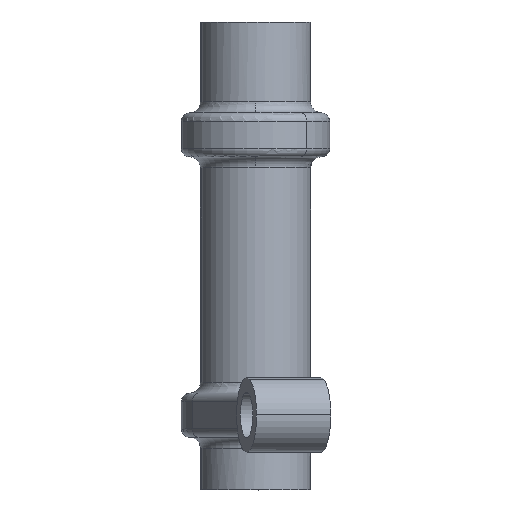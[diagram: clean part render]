
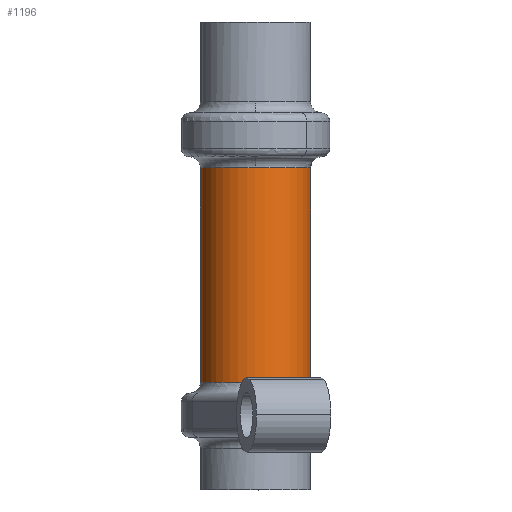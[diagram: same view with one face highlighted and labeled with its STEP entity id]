
A CAD part, top view. The second image highlights one B-rep face of the part: STEP entity #1196.
In plain terms, the highlighted cylindrical face has radius 10 mm (diameter 20 mm), a partial arc.
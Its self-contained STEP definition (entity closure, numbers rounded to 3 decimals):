
#1018=CARTESIAN_POINT('POINT59',(-341.,
   -6.,-49.5));
#1019=VERTEX_POINT('VERTEX59',#1018);
#1037=CARTESIAN_POINT('POINT61',(-350.886,
   -6.,-57.993));
#1038=VERTEX_POINT('VERTEX61',#1037);
#1046=CARTESIAN_POINT('POS104',(-341.,
   -6.,-59.5));
#1047=DIRECTION('DIR185',(0.,1.,
   0.));
#1048=DIRECTION('DIR186',(-0.989,0.,
   0.151));
#1049=AXIS2_PLACEMENT_3D('AXIS82',#1046,#1047,#1048);
#1050=CIRCLE('ELLIPSE55',#1049,10.);
#1051=EDGE_CURVE('EDGE100',#1019,#1038,#1050,.F.);
#1062=CARTESIAN_POINT('POINT62',(-331.114,
   -6.,-61.007));
#1063=VERTEX_POINT('VERTEX62',#1062);
#1064=CARTESIAN_POINT('POS106',(-341.,
   -6.,-59.5));
#1065=DIRECTION('DIR189',(0.,1.,
   0.));
#1066=DIRECTION('DIR190',(-0.989,0.,
   0.151));
#1067=AXIS2_PLACEMENT_3D('AXIS84',#1064,#1065,#1066);
#1068=CIRCLE('ELLIPSE56',#1067,10.);
#1069=EDGE_CURVE('EDGE101',#1063,#1019,#1068,.F.);
#1136=CARTESIAN_POINT('POINT67',(-350.886,
   -44.94,-57.993));
#1137=VERTEX_POINT('VERTEX67',#1136);
#1138=CARTESIAN_POINT('POS112',(-350.886,
   -37.152,-57.993));
#1139=DIRECTION('DIR201',(0.,1.,
   0.));
#1140=VECTOR('VEC23',#1139,1.);
#1141=LINE('STRAIGHT23',#1138,#1140);
#1142=EDGE_CURVE('EDGE108',#1137,#1038,#1141,.T.);
#1161=CARTESIAN_POINT('POS114',(-341.,
   -37.152,-59.5));
#1162=DIRECTION('DIR204',(0.,1.,
   0.));
#1163=DIRECTION('DIR205',(-0.989,0.,
   0.151));
#1164=AXIS2_PLACEMENT_3D('AXIS91',#1161,#1162,#1163);
#1165=CYLINDRICAL_SURFACE('CONE_SURF12',#1164,10.);
#1167=ORIENTED_EDGE('COEDGE211',*,*,#1142,.F.);
#1168=CARTESIAN_POINT('POINT69',(-341.,
   -44.94,-49.5));
#1169=VERTEX_POINT('VERTEX69',#1168);
#1170=CARTESIAN_POINT('POS115',(-341.,
   -44.94,-59.5));
#1171=DIRECTION('DIR206',(0.,1.,
   0.));
#1172=DIRECTION('DIR207',(-0.989,0.,
   0.151));
#1173=AXIS2_PLACEMENT_3D('AXIS92',#1170,#1171,#1172);
#1174=CIRCLE('ELLIPSE62',#1173,10.);
#1175=EDGE_CURVE('EDGE111',#1137,#1169,#1174,.T.);
#1176=ORIENTED_EDGE('COEDGE212',*,*,#1175,.T.);
#1177=CARTESIAN_POINT('POINT70',(-331.114,
   -44.94,-61.007));
#1178=VERTEX_POINT('VERTEX70',#1177);
#1179=CARTESIAN_POINT('POS116',(-341.,
   -44.94,-59.5));
#1180=DIRECTION('DIR208',(0.,1.,
   0.));
#1181=DIRECTION('DIR209',(-0.989,0.,
   0.151));
#1182=AXIS2_PLACEMENT_3D('AXIS93',#1179,#1180,#1181);
#1183=CIRCLE('ELLIPSE63',#1182,10.);
#1184=EDGE_CURVE('EDGE112',#1169,#1178,#1183,.T.);
#1185=ORIENTED_EDGE('COEDGE213',*,*,#1184,.T.);
#1186=CARTESIAN_POINT('POS117',(-331.114,
   -37.152,-61.007));
#1187=DIRECTION('DIR210',(0.,-1.,
   0.));
#1188=VECTOR('VEC24',#1187,1.);
#1189=LINE('STRAIGHT24',#1186,#1188);
#1190=EDGE_CURVE('EDGE113',#1063,#1178,#1189,.T.);
#1191=ORIENTED_EDGE('COEDGE214',*,*,#1190,.F.);
#1192=ORIENTED_EDGE('COEDGE215',*,*,#1069,.T.);
#1193=ORIENTED_EDGE('COEDGE216',*,*,#1051,.T.);
#1194=EDGE_LOOP('NONE',(#1167,#1176,#1185,#1191,#1192,#1193));
#1195=FACE_BOUND('LOOP1',#1194,.T.);
#1196=ADVANCED_FACE('FACE47',(#1195),#1165,.T.);
